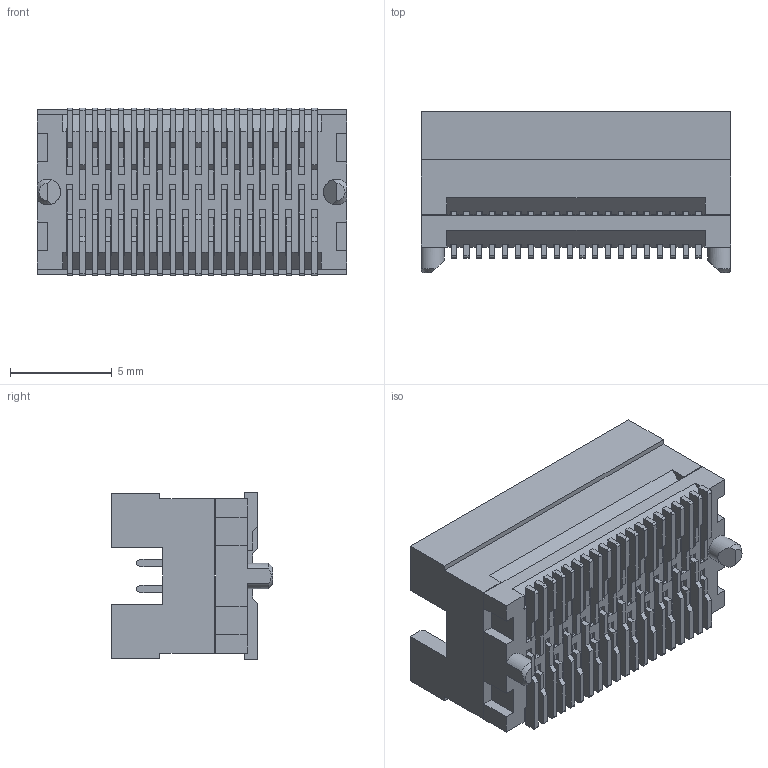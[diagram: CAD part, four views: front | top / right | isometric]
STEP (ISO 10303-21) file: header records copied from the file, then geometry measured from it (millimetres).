
FILE_DESCRIPTION((''),'2;1');
FILE_NAME('FBB12709_ASM','2026-03-16T18:48:59',('gongchengVV'),(''),'CREO PARAMETRIC BY PTC INC, 2020033','CREO PARAMETRIC BY PTC INC, 2020033','');
FILE_SCHEMA(('CONFIG_CONTROL_DESIGN'));
Length unit declared in the file: millimetre
Products named in the file (1): FBB12709_ASM
Bounding box: 15.24 x 7.97 x 8.27 mm (x, y, z)
Volume: 423.3 mm3; surface area: 1348.4 mm2
Topology: 1 solids, 1 shells, 1638 faces, 4607 edges, 3070 vertices
Faces by surface type: plane 1574, cylinder 62, cone 2
Entity records: 52076 total; most frequent: CARTESIAN_POINT 9386, ORIENTED_EDGE 9214, DIRECTION 8003, EDGE_CURVE 4607, VECTOR 4471, LINE 4471, VERTEX_POINT 3070, EDGE_LOOP 1815
